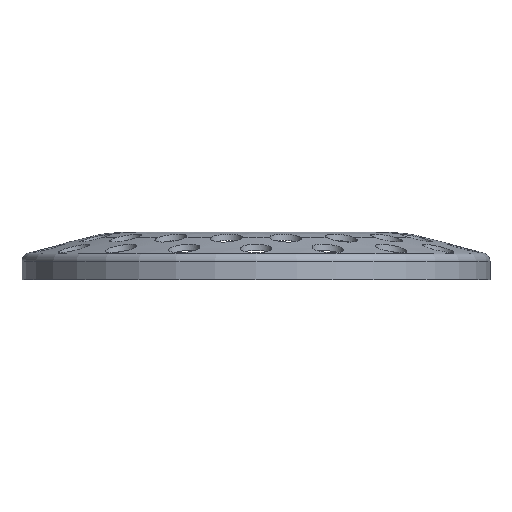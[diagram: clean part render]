
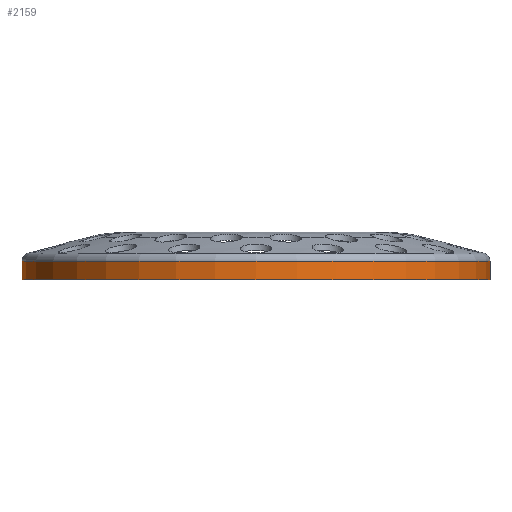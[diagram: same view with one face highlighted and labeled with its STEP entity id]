
A CAD part, front view. The second image highlights one B-rep face of the part: STEP entity #2159.
In plain terms, the highlighted cylindrical face has radius 590 mm (diameter 1180 mm), a full revolution.
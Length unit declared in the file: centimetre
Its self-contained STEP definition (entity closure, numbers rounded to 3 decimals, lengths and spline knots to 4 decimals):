
#206=CIRCLE('',#2353,59.);
#208=CIRCLE('',#2355,59.);
#209=CIRCLE('',#2357,59.);
#276=FACE_OUTER_BOUND('',#392,.T.);
#392=EDGE_LOOP('',(#2022,#2023,#2024,#2025,#2026));
#454=LINE('',#8166,#513);
#513=VECTOR('',#2810,59.);
#927=VERTEX_POINT('',#8158);
#928=VERTEX_POINT('',#8159);
#929=VERTEX_POINT('',#8164);
#1292=EDGE_CURVE('',#927,#928,#206,.T.);
#1294=EDGE_CURVE('',#928,#927,#208,.T.);
#1295=EDGE_CURVE('',#929,#929,#209,.T.);
#1296=EDGE_CURVE('',#929,#928,#454,.T.);
#2022=ORIENTED_EDGE('',*,*,#1295,.F.);
#2023=ORIENTED_EDGE('',*,*,#1296,.T.);
#2024=ORIENTED_EDGE('',*,*,#1294,.T.);
#2025=ORIENTED_EDGE('',*,*,#1292,.T.);
#2026=ORIENTED_EDGE('',*,*,#1296,.F.);
#2095=CYLINDRICAL_SURFACE('',#2356,59.);
#2159=ADVANCED_FACE('',(#276),#2095,.T.);
#2353=AXIS2_PLACEMENT_3D('',#8160,#2800,#2801);
#2355=AXIS2_PLACEMENT_3D('',#8162,#2804,#2805);
#2356=AXIS2_PLACEMENT_3D('',#8163,#2806,#2807);
#2357=AXIS2_PLACEMENT_3D('',#8165,#2808,#2809);
#2800=DIRECTION('center_axis',(0.,0.,-1.));
#2801=DIRECTION('ref_axis',(1.,0.,0.));
#2804=DIRECTION('center_axis',(0.,0.,-1.));
#2805=DIRECTION('ref_axis',(1.,0.,0.));
#2806=DIRECTION('center_axis',(0.,0.,-1.));
#2807=DIRECTION('ref_axis',(-1.,0.,0.));
#2808=DIRECTION('center_axis',(0.,0.,-1.));
#2809=DIRECTION('ref_axis',(1.,0.,0.));
#2810=DIRECTION('',(0.,0.,1.));
#8158=CARTESIAN_POINT('',(0.,-59.,4.6886));
#8159=CARTESIAN_POINT('',(59.,0.,4.6886));
#8160=CARTESIAN_POINT('Origin',(0.,0.,
4.6886));
#8162=CARTESIAN_POINT('Origin',(0.,0.,
4.6886));
#8163=CARTESIAN_POINT('Origin',(0.,0.,
2.3443));
#8164=CARTESIAN_POINT('',(59.,0.,0.));
#8165=CARTESIAN_POINT('Origin',(0.,0.,
0.));
#8166=CARTESIAN_POINT('',(59.,0.,2.3443));
